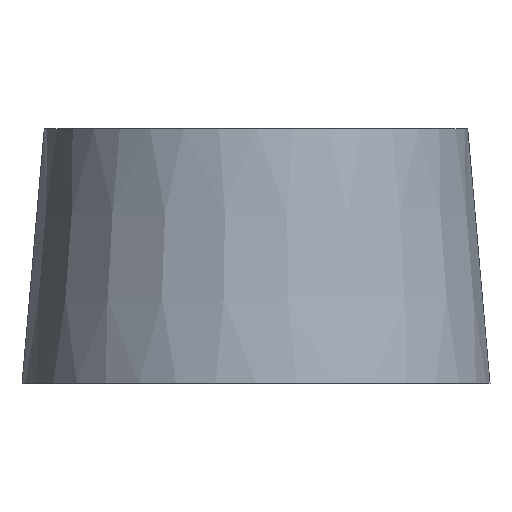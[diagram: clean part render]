
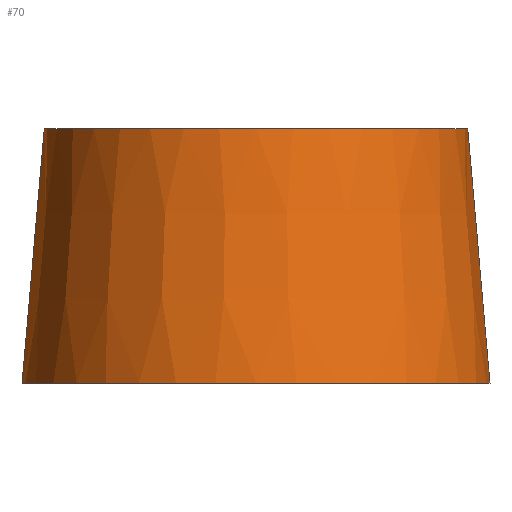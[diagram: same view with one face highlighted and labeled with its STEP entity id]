
A CAD part, left-side view. The second image highlights one B-rep face of the part: STEP entity #70.
In plain terms, the highlighted conical face has half-angle 5 degrees and reference radius 30.163 mm.
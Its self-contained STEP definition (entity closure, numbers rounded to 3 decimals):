
#31=CARTESIAN_POINT('Axis2P3D Location',(0.,0.,36.29)) ;
#36=CARTESIAN_POINT('Line Origine',(0.,-31.75,18.145)) ;
#40=CARTESIAN_POINT('Vertex',(0.,-33.338,0.)) ;
#42=CARTESIAN_POINT('Vertex',(0.,-30.163,36.29)) ;
#45=CARTESIAN_POINT('Axis2P3D Location',(0.,0.,36.29)) ;
#49=CARTESIAN_POINT('Vertex',(0.,30.163,36.29)) ;
#52=CARTESIAN_POINT('Line Origine',(0.,31.75,18.145)) ;
#56=CARTESIAN_POINT('Vertex',(0.,33.338,0.)) ;
#59=CARTESIAN_POINT('Axis2P3D Location',(0.,0.,0.)) ;
#38=VECTOR('Line Direction',#37,1.) ;
#54=VECTOR('Line Direction',#53,1.) ;
#32=DIRECTION('Axis2P3D Direction',(-0.,-0.,-1.)) ;
#33=DIRECTION('Axis2P3D XDirection',(0.,1.,0.)) ;
#37=DIRECTION('Vector Direction',(0.,-0.087,-0.996)) ;
#46=DIRECTION('Axis2P3D Direction',(0.,0.,-1.)) ;
#53=DIRECTION('Vector Direction',(0.,0.087,-0.996)) ;
#60=DIRECTION('Axis2P3D Direction',(0.,0.,-1.)) ;
#34=AXIS2_PLACEMENT_3D('Cone Axis2P3D',#31,#32,#33) ;
#47=AXIS2_PLACEMENT_3D('Circle Axis2P3D',#45,#46,$) ;
#61=AXIS2_PLACEMENT_3D('Circle Axis2P3D',#59,#60,$) ;
#39=LINE('Line',#36,#38) ;
#55=LINE('Line',#52,#54) ;
#48=CIRCLE('generated circle',#47,30.163) ;
#62=CIRCLE('generated circle',#61,33.338) ;
#35=CONICAL_SURFACE('Cone',#34,30.163,0.087) ;
#44=EDGE_CURVE('',#41,#43,#39,.F.) ;
#51=EDGE_CURVE('',#50,#43,#48,.F.) ;
#58=EDGE_CURVE('',#57,#50,#55,.F.) ;
#63=EDGE_CURVE('',#57,#41,#62,.F.) ;
#65=ORIENTED_EDGE('',*,*,#44,.T.) ;
#66=ORIENTED_EDGE('',*,*,#51,.F.) ;
#67=ORIENTED_EDGE('',*,*,#58,.F.) ;
#68=ORIENTED_EDGE('',*,*,#63,.T.) ;
#64=EDGE_LOOP('',(#65,#66,#67,#68)) ;
#41=VERTEX_POINT('',#40) ;
#43=VERTEX_POINT('',#42) ;
#50=VERTEX_POINT('',#49) ;
#57=VERTEX_POINT('',#56) ;
#70=ADVANCED_FACE('PartBody',(#69),#35,.T.) ;
#69=FACE_OUTER_BOUND('',#64,.T.) ;
